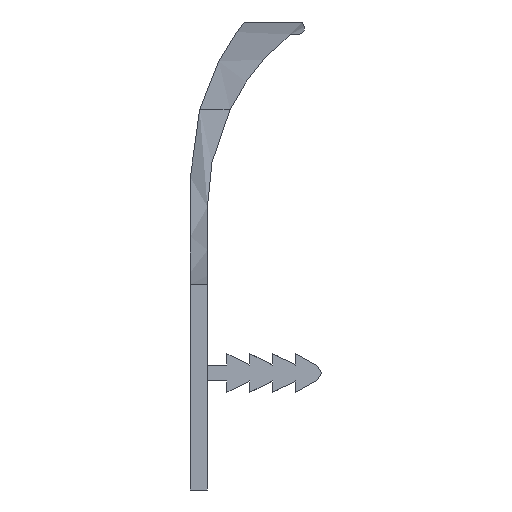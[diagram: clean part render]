
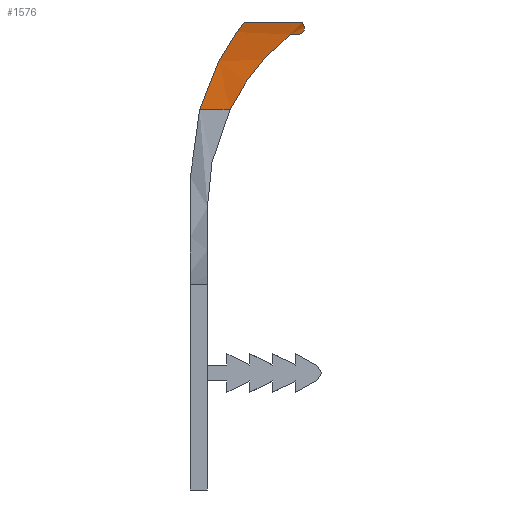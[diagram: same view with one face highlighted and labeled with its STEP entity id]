
A CAD part, left-side view. The second image highlights one B-rep face of the part: STEP entity #1576.
In plain terms, the highlighted cylindrical face has radius 100 mm (diameter 200 mm), a partial arc.
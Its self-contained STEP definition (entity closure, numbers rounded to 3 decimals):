
#11 = B_SPLINE_CURVE_WITH_KNOTS ( 'NONE', 3,
 ( #697, #1999, #461, #79, #1307, #538, #1152, #1657, #1787, #271, #884, #924 ),
 .UNSPECIFIED., .F., .F.,
 ( 4, 2, 2, 2, 2, 4 ),
 ( 0., 0.01, 0.02, 0.03, 0.034, 0.039 ),
 .UNSPECIFIED. ) ;
#31 = VERTEX_POINT ( 'NONE', #701 ) ;
#79 = CARTESIAN_POINT ( 'NONE',  ( -208.723, 9.02, 27.36 ) ) ;
#111 = EDGE_CURVE ( 'NONE', #1239, #233, #564, .T. ) ;
#137 = CARTESIAN_POINT ( 'NONE',  ( -182.7, 1.7, 30.75 ) ) ;
#146 = EDGE_CURVE ( 'NONE', #233, #31, #1322, .T. ) ;
#171 = CARTESIAN_POINT ( 'NONE',  ( -197.391, 1.876, 29.665 ) ) ;
#173 = VERTEX_POINT ( 'NONE', #1540 ) ;
#190 = CARTESIAN_POINT ( 'NONE',  ( -197.241, 1.808, 29.687 ) ) ;
#233 = VERTEX_POINT ( 'NONE', #137 ) ;
#271 = CARTESIAN_POINT ( 'NONE',  ( -186.034, 6.833, 30.708 ) ) ;
#286 = CARTESIAN_POINT ( 'NONE',  ( -197.492, 2.762, 29.65 ) ) ;
#298 = B_SPLINE_CURVE_WITH_KNOTS ( 'NONE', 3,
 ( #286, #1972, #738, #1860, #1218, #779, #1538, #340 ),
 .UNSPECIFIED., .F., .F.,
 ( 4, 2, 2, 4 ),
 ( 0., 0.006, 0.013, 0.025 ),
 .UNSPECIFIED. ) ;
#309 = CARTESIAN_POINT ( 'NONE',  ( -185.684, 1.7, 30.75 ) ) ;
#317 = CARTESIAN_POINT ( 'NONE',  ( -182.7, 6.8, 30.75 ) ) ;
#324 = VERTEX_POINT ( 'NONE', #1274 ) ;
#336 = CARTESIAN_POINT ( 'NONE',  ( -196.274, 1.614, 29.825 ) ) ;
#340 = CARTESIAN_POINT ( 'NONE',  ( -221.1, 8.019, 23.083 ) ) ;
#356 = CARTESIAN_POINT ( 'NONE',  ( -194.959, 1.514, 29.998 ) ) ;
#437 = ORIENTED_EDGE ( 'NONE', *, *, #1177, .F. ) ;
#451 = LINE ( 'NONE', #891, #653 ) ;
#461 = CARTESIAN_POINT ( 'NONE',  ( -214.961, 9.901, 25.459 ) ) ;
#480 = CARTESIAN_POINT ( 'NONE',  ( -191.635, 1.5, 30.35 ) ) ;
#506 = CARTESIAN_POINT ( 'NONE',  ( -196.762, 1.69, 29.757 ) ) ;
#512 = CARTESIAN_POINT ( 'NONE',  ( -194.299, 1.5, 30.077 ) ) ;
#538 = CARTESIAN_POINT ( 'NONE',  ( -199.181, 7.771, 29.436 ) ) ;
#547 = CARTESIAN_POINT ( 'NONE',  ( -182.7, 1259.517, 30.75 ) ) ;
#564 = LINE ( 'NONE', #547, #1718 ) ;
#607 = CARTESIAN_POINT ( 'NONE',  ( -182.7, 1.7, 30.75 ) ) ;
#631 = CARTESIAN_POINT ( 'NONE',  ( -196.924, 1.719, 29.733 ) ) ;
#650 = DIRECTION ( 'NONE',  ( 0., 0., -1. ) ) ;
#653 = VECTOR ( 'NONE', #1193, 1000. ) ;
#668 = EDGE_CURVE ( 'NONE', #898, #1139, #451, .T. ) ;
#697 = CARTESIAN_POINT ( 'NONE',  ( -221.1, 10.687, 23.083 ) ) ;
#701 = CARTESIAN_POINT ( 'NONE',  ( -191.635, 1.5, 30.35 ) ) ;
#738 = CARTESIAN_POINT ( 'NONE',  ( -201.559, 3.57, 28.977 ) ) ;
#779 = CARTESIAN_POINT ( 'NONE',  ( -213.422, 6.318, 26.001 ) ) ;
#787 = CYLINDRICAL_SURFACE ( 'NONE', #1782, 100. ) ;
#797 = CARTESIAN_POINT ( 'NONE',  ( -197.492, 2., 29.65 ) ) ;
#884 = CARTESIAN_POINT ( 'NONE',  ( -184.368, 6.8, 30.75 ) ) ;
#891 = CARTESIAN_POINT ( 'NONE',  ( -221.1, 1259.517, 23.083 ) ) ;
#898 = VERTEX_POINT ( 'NONE', #1777 ) ;
#923 = EDGE_LOOP ( 'NONE', ( #1385, #1415, #437, #934, #950, #929, #1521, #952 ) ) ;
#924 = CARTESIAN_POINT ( 'NONE',  ( -182.7, 6.8, 30.75 ) ) ;
#929 = ORIENTED_EDGE ( 'NONE', *, *, #1755, .F. ) ;
#933 = CARTESIAN_POINT ( 'NONE',  ( -193.638, 1.5, 30.15 ) ) ;
#934 = ORIENTED_EDGE ( 'NONE', *, *, #1765, .F. ) ;
#950 = ORIENTED_EDGE ( 'NONE', *, *, #1621, .F. ) ;
#952 = ORIENTED_EDGE ( 'NONE', *, *, #111, .F. ) ;
#956 = CARTESIAN_POINT ( 'NONE',  ( -197.354, 1.857, 29.67 ) ) ;
#959 = CARTESIAN_POINT ( 'NONE',  ( -193.638, 1.5, 30.15 ) ) ;
#983 = DIRECTION ( 'NONE',  ( 0., -1., 0. ) ) ;
#991 = CARTESIAN_POINT ( 'NONE',  ( -197.492, 1259.517, 29.65 ) ) ;
#1119 = CARTESIAN_POINT ( 'NONE',  ( -197.483, 1.959, 29.651 ) ) ;
#1139 = VERTEX_POINT ( 'NONE', #1811 ) ;
#1152 = CARTESIAN_POINT ( 'NONE',  ( -195.945, 7.423, 29.924 ) ) ;
#1168 = VECTOR ( 'NONE', #1611, 1000. ) ;
#1176 = DIRECTION ( 'NONE',  ( 0., -1., 0. ) ) ;
#1177 = EDGE_CURVE ( 'NONE', #324, #1139, #298, .T. ) ;
#1193 = DIRECTION ( 'NONE',  ( 0., -1., 0. ) ) ;
#1218 = CARTESIAN_POINT ( 'NONE',  ( -207.536, 4.927, 27.638 ) ) ;
#1239 = VERTEX_POINT ( 'NONE', #317 ) ;
#1247 = CARTESIAN_POINT ( 'NONE',  ( -182.7, 1259.517, -69.25 ) ) ;
#1271 = B_SPLINE_CURVE_WITH_KNOTS ( 'NONE', 3,
 ( #933, #512, #356, #1555, #336, #506, #631, #1586, #190, #956, #171, #1876, #1544, #1119, #1577, #797 ),
 .UNSPECIFIED., .F., .F.,
 ( 4, 2, 2, 2, 2, 2, 2, 4 ),
 ( 0., 0.002, 0.003, 0.003, 0.004, 0.004, 0.004, 0.004 ),
 .UNSPECIFIED. ) ;
#1274 = CARTESIAN_POINT ( 'NONE',  ( -197.492, 2.762, 29.65 ) ) ;
#1307 = CARTESIAN_POINT ( 'NONE',  ( -205.57, 8.57, 28.154 ) ) ;
#1322 = B_SPLINE_CURVE_WITH_KNOTS ( 'NONE', 3,
 ( #607, #309, #1381, #480 ),
 .UNSPECIFIED., .F., .F.,
 ( 4, 4 ),
 ( 0., 0.009 ),
 .UNSPECIFIED. ) ;
#1381 = CARTESIAN_POINT ( 'NONE',  ( -188.663, 1.5, 30.617 ) ) ;
#1385 = ORIENTED_EDGE ( 'NONE', *, *, #1565, .F. ) ;
#1400 = FACE_OUTER_BOUND ( 'NONE', #923, .T. ) ;
#1415 = ORIENTED_EDGE ( 'NONE', *, *, #668, .T. ) ;
#1440 = DIRECTION ( 'NONE',  ( 0., 0., 1. ) ) ;
#1444 = VERTEX_POINT ( 'NONE', #959 ) ;
#1477 = CARTESIAN_POINT ( 'NONE',  ( -182.7, 1.5, -69.25 ) ) ;
#1521 = ORIENTED_EDGE ( 'NONE', *, *, #146, .F. ) ;
#1538 = CARTESIAN_POINT ( 'NONE',  ( -217.281, 7.24, 24.672 ) ) ;
#1540 = CARTESIAN_POINT ( 'NONE',  ( -197.492, 2., 29.65 ) ) ;
#1544 = CARTESIAN_POINT ( 'NONE',  ( -197.457, 1.926, 29.655 ) ) ;
#1555 = CARTESIAN_POINT ( 'NONE',  ( -195.946, 1.583, 29.869 ) ) ;
#1565 = EDGE_CURVE ( 'NONE', #898, #1239, #11, .T. ) ;
#1567 = DIRECTION ( 'NONE',  ( 0., -1., 0. ) ) ;
#1576 = ADVANCED_FACE ( 'NONE', ( #1400 ), #787, .T. ) ;
#1577 = CARTESIAN_POINT ( 'NONE',  ( -197.492, 1.979, 29.65 ) ) ;
#1586 = CARTESIAN_POINT ( 'NONE',  ( -197.162, 1.783, 29.699 ) ) ;
#1611 = DIRECTION ( 'NONE',  ( 0., 1., 0. ) ) ;
#1621 = EDGE_CURVE ( 'NONE', #1444, #173, #1271, .T. ) ;
#1623 = AXIS2_PLACEMENT_3D ( 'NONE', #1477, #983, #1440 ) ;
#1633 = LINE ( 'NONE', #991, #1168 ) ;
#1657 = CARTESIAN_POINT ( 'NONE',  ( -191.018, 7.058, 30.417 ) ) ;
#1718 = VECTOR ( 'NONE', #1176, 1000. ) ;
#1755 = EDGE_CURVE ( 'NONE', #31, #1444, #1784, .T. ) ;
#1765 = EDGE_CURVE ( 'NONE', #173, #324, #1633, .T. ) ;
#1777 = CARTESIAN_POINT ( 'NONE',  ( -221.1, 10.687, 23.083 ) ) ;
#1782 = AXIS2_PLACEMENT_3D ( 'NONE', #1247, #1567, #650 ) ;
#1784 = CIRCLE ( 'NONE', #1623, 100. ) ;
#1787 = CARTESIAN_POINT ( 'NONE',  ( -189.361, 6.962, 30.542 ) ) ;
#1811 = CARTESIAN_POINT ( 'NONE',  ( -221.1, 8.019, 23.083 ) ) ;
#1860 = CARTESIAN_POINT ( 'NONE',  ( -205.557, 4.462, 28.124 ) ) ;
#1876 = CARTESIAN_POINT ( 'NONE',  ( -197.441, 1.913, 29.658 ) ) ;
#1972 = CARTESIAN_POINT ( 'NONE',  ( -199.539, 3.143, 29.344 ) ) ;
#1999 = CARTESIAN_POINT ( 'NONE',  ( -218.045, 10.332, 24.354 ) ) ;
